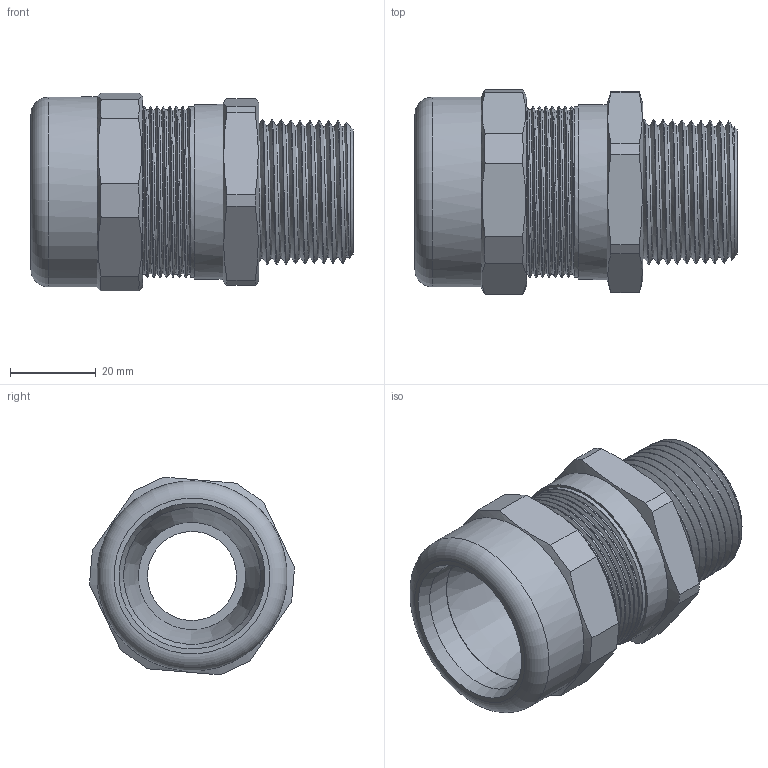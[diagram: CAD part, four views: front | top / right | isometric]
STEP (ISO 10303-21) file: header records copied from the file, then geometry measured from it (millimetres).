
FILE_DESCRIPTION(/* description */ ('RN EX NPT 3/4"'),/* implementation_level */ '2;1');
FILE_NAME(/* name */ 'RN075KNP-RST.stp',/* time_stamp */ '2023-01-30T10:04:51+01:00',/* author */ ('sl'),/* organization */ (''),/* preprocessor_version */ 'ST-DEVELOPER v16.5',/* originating_system */ 'Autodesk Inventor 2017',/* authorisation */ '');
FILE_SCHEMA (('AUTOMOTIVE_DESIGN { 1 0 10303 214 3 1 1 }'));
Length unit declared in the file: millimetre
Products named in the file (5): RN075KNP; RN100KNP; RN100KNP_1; RN100KNP_2; RN100KNP_3
Assembly tree (4 placements, depth 2):
  RN075KNP
    RN100KNP
    RN100KNP_1
    RN100KNP_2
    RN100KNP_3
Bounding box: 75.31 x 47.95 x 46.26 mm (x, y, z)
Volume: 53342 mm3; surface area: 37248.3 mm2
Topology: 5 solids, 5 shells, 102 faces, 248 edges, 160 vertices
Faces by surface type: plane 41, cylinder 33, cone 13, bspline 9, torus 6
Full cylindrical faces by diameter (mm): 20.84 x1, 24.85 x1, 31.95 x1, 34.46 x1, 34.87 x1, 34.88 x1, 37.88 x1, 38.8 x9, 39.91 x10, 41.01 x1, 44.49 x1
Entity records: 8561 total; most frequent: CARTESIAN_POINT 6841, DIRECTION 317, ORIENTED_EDGE 306, EDGE_CURVE 152, AXIS2_PLACEMENT_3D 145, EDGE_LOOP 124, VERTEX_POINT 112, FACE_OUTER_BOUND 83
